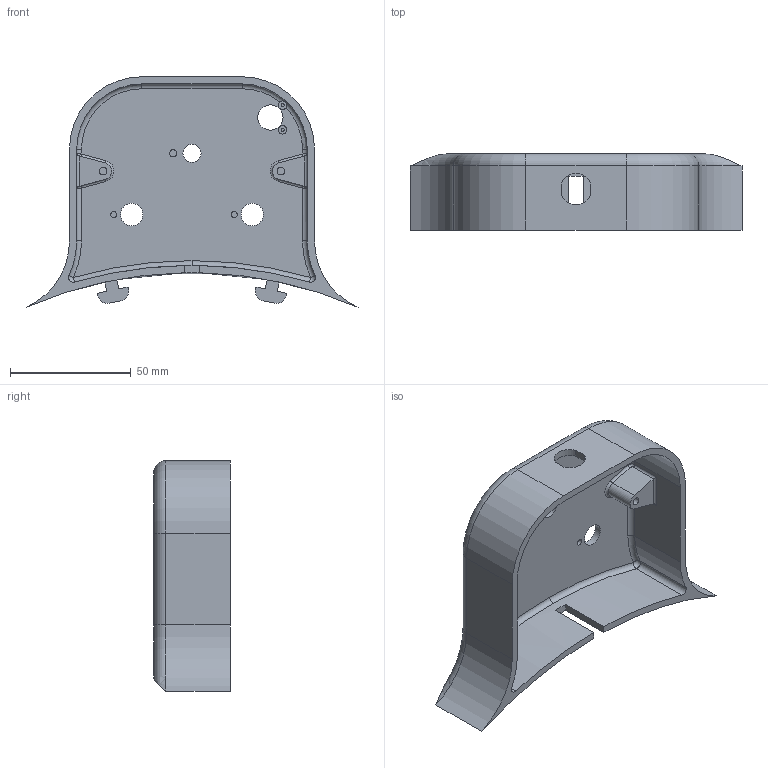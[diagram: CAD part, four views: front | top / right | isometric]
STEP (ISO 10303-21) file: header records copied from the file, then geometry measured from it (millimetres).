
FILE_DESCRIPTION(('HOOPS Exchange Step'),'2;1');
FILE_NAME('6c610c112bc3ace2e6909c3de69001e820200622-3991-mbxk2r.SLDPRT.step','2020-06-22T02:17:01+00:00',('converter2'),('Unknown organisation'),'HOOPS Exchange 2019.2','HOOPS Exchange','Unknown authorisation');
FILE_SCHEMA( ('AUTOMOTIVE_DESIGN { 1 0 10303 214 1 1 1 1 }') );
Length unit declared in the file: inch
Products named in the file (2): Default; 6c610c112bc3ace2e6909c3de69001e820200622-3991-mbxk2r
Assembly tree (1 placements, depth 2):
  6c610c112bc3ace2e6909c3de69001e820200622-3991-mbxk2r
    Default
Bounding box: 137.66 x 31.75 x 95.58 mm (x, y, z)
Volume: 58901.5 mm3; surface area: 39850.1 mm2
Topology: 1 solids, 1 shells, 117 faces, 308 edges, 201 vertices
Faces by surface type: cylinder 51, plane 47, torus 12, bspline 4, sphere 2, cone 1
Full cylindrical faces by diameter (mm): 1.27 x2, 2.5 x2, 3 x1, 3.2 x2, 3.556 x2, 7.5 x1, 9.3 x2, 10.5 x1
Entity records: 5343 total; most frequent: CARTESIAN_POINT 2255, DIRECTION 690, ORIENTED_EDGE 612, EDGE_CURVE 306, AXIS2_PLACEMENT_3D 272, VERTEX_POINT 201, VECTOR 146, LINE 146
